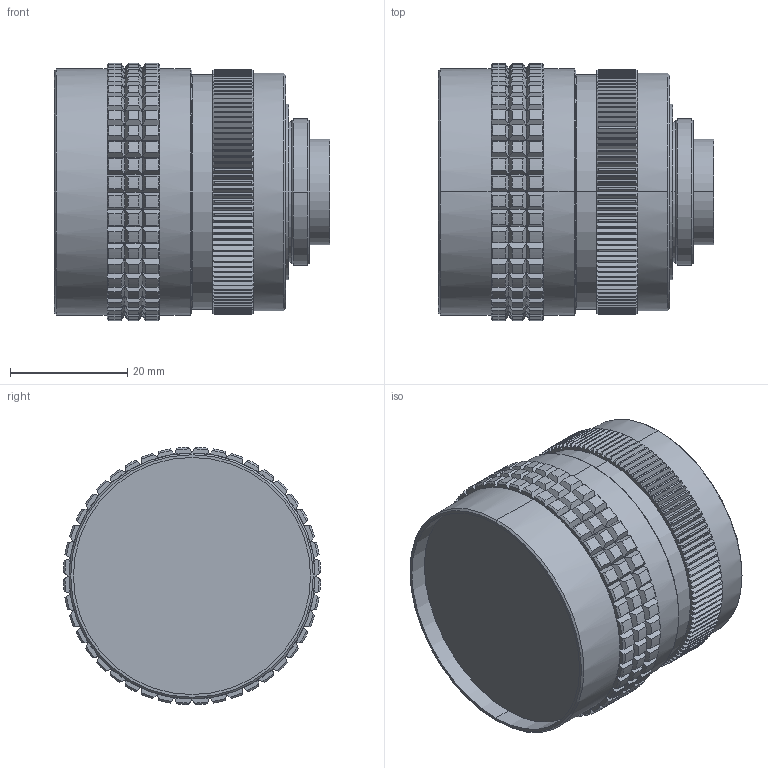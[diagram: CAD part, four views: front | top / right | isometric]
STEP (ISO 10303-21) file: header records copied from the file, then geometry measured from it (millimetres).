
FILE_DESCRIPTION (( 'STEP AP214' ), '1' );
FILE_NAME ('6GF90011BE01_001_STEP.STEP', '2021-03-26T16:29:24', ( '' ), ( '' ), 'SwSTEP 2.0', 'SolidWorks 2019', '' );
FILE_SCHEMA (( 'AUTOMOTIVE_DESIGN' ));
Length unit declared in the file: millimetre
Products named in the file (1): 6GF90011BE01_001_STEP
Bounding box: 47 x 43.99 x 43.99 mm (x, y, z)
Volume: 53379.4 mm3; surface area: 10568.2 mm2
Topology: 1 solids, 1 shells, 1505 faces, 3620 edges, 2124 vertices
Faces by surface type: plane 721, cone 514, cylinder 270
Entity records: 44095 total; most frequent: CARTESIAN_POINT 10274, ORIENTED_EDGE 7240, DIRECTION 6796, EDGE_CURVE 3620, AXIS2_PLACEMENT_3D 2678, VERTEX_POINT 2124, EDGE_LOOP 1512, FACE_OUTER_BOUND 1505
